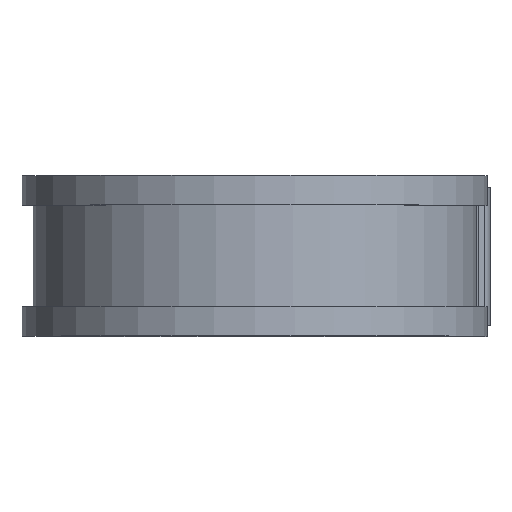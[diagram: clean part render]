
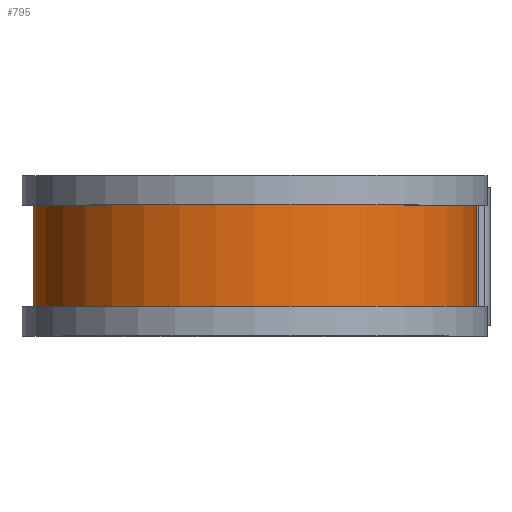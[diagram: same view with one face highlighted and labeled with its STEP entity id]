
A CAD part, top view. The second image highlights one B-rep face of the part: STEP entity #795.
In plain terms, the highlighted cylindrical face has radius 30.518 mm (diameter 61.036 mm), a partial arc.
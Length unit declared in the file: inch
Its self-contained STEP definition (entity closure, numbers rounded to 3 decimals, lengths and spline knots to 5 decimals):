
#6 = EDGE_CURVE ( 'NONE', #1693, #860, #693, .T. ) ;
#35 = CARTESIAN_POINT ( 'NONE',  ( 1.2015, 0.375, 0. ) ) ;
#108 = DIRECTION ( 'NONE',  ( 0., -1., 0. ) ) ;
#127 = ORIENTED_EDGE ( 'NONE', *, *, #1563, .F. ) ;
#205 = DIRECTION ( 'NONE',  ( 0., 0., -1. ) ) ;
#223 = VECTOR ( 'NONE', #108, 39.37008 ) ;
#228 = EDGE_CURVE ( 'NONE', #860, #758, #322, .T. ) ;
#236 = LINE ( 'NONE', #35, #223 ) ;
#264 = DIRECTION ( 'NONE',  ( 0., -1., 0. ) ) ;
#268 = DIRECTION ( 'NONE',  ( 0., -1., 0. ) ) ;
#322 = LINE ( 'NONE', #539, #1612 ) ;
#324 = CARTESIAN_POINT ( 'NONE',  ( 0., 0.375, 0. ) ) ;
#378 = AXIS2_PLACEMENT_3D ( 'NONE', #1165, #1144, #1184 ) ;
#426 = EDGE_CURVE ( 'NONE', #1693, #1401, #236, .T. ) ;
#507 = CARTESIAN_POINT ( 'NONE',  ( 0., -0.275, -1.2015 ) ) ;
#539 = CARTESIAN_POINT ( 'NONE',  ( 0., 0.375, -1.2015 ) ) ;
#556 = CIRCLE ( 'NONE', #1408, 1.2015 ) ;
#668 = CARTESIAN_POINT ( 'NONE',  ( 1.2015, -0.275, 0. ) ) ;
#693 = CIRCLE ( 'NONE', #378, 1.2015 ) ;
#758 = VERTEX_POINT ( 'NONE', #507 ) ;
#795 = ADVANCED_FACE ( 'NONE', ( #1620 ), #1567, .T. ) ;
#805 = ORIENTED_EDGE ( 'NONE', *, *, #228, .T. ) ;
#860 = VERTEX_POINT ( 'NONE', #1705 ) ;
#1003 = CARTESIAN_POINT ( 'NONE',  ( 0., -0.275, 0. ) ) ;
#1056 = AXIS2_PLACEMENT_3D ( 'NONE', #324, #264, #205 ) ;
#1107 = DIRECTION ( 'NONE',  ( 0., 0., -1. ) ) ;
#1144 = DIRECTION ( 'NONE',  ( 0., -1., 0. ) ) ;
#1165 = CARTESIAN_POINT ( 'NONE',  ( 0., 0.275, 0. ) ) ;
#1184 = DIRECTION ( 'NONE',  ( 0., 0., -1. ) ) ;
#1394 = ORIENTED_EDGE ( 'NONE', *, *, #6, .T. ) ;
#1401 = VERTEX_POINT ( 'NONE', #668 ) ;
#1404 = EDGE_LOOP ( 'NONE', ( #1572, #1394, #805, #127 ) ) ;
#1408 = AXIS2_PLACEMENT_3D ( 'NONE', #1003, #268, #1107 ) ;
#1563 = EDGE_CURVE ( 'NONE', #1401, #758, #556, .T. ) ;
#1567 = CYLINDRICAL_SURFACE ( 'NONE', #1056, 1.2015 ) ;
#1572 = ORIENTED_EDGE ( 'NONE', *, *, #426, .F. ) ;
#1612 = VECTOR ( 'NONE', #1639, 39.37008 ) ;
#1620 = FACE_OUTER_BOUND ( 'NONE', #1404, .T. ) ;
#1639 = DIRECTION ( 'NONE',  ( 0., -1., 0. ) ) ;
#1693 = VERTEX_POINT ( 'NONE', #1738 ) ;
#1705 = CARTESIAN_POINT ( 'NONE',  ( 0., 0.275, -1.2015 ) ) ;
#1738 = CARTESIAN_POINT ( 'NONE',  ( 1.2015, 0.275, 0. ) ) ;
